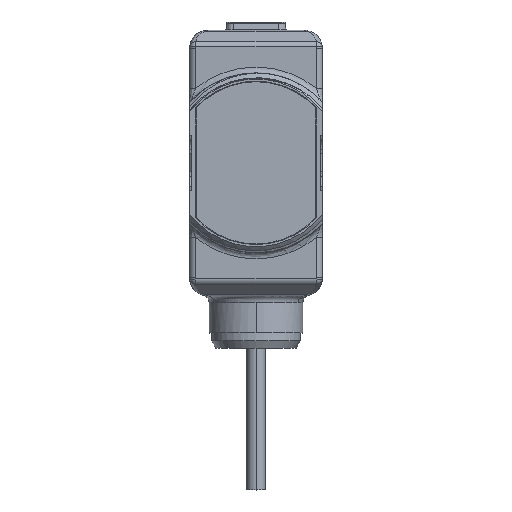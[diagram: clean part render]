
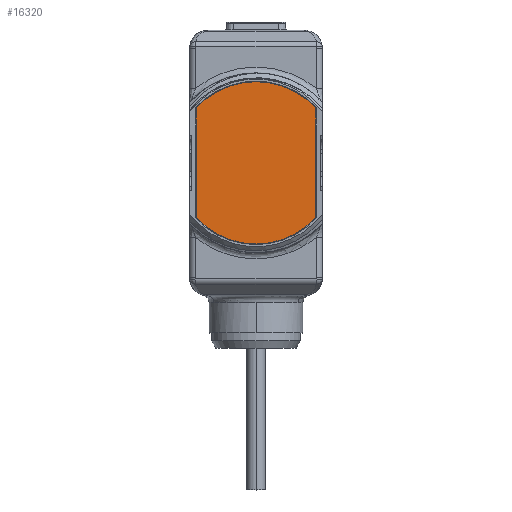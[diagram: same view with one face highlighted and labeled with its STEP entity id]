
A CAD part, top view. The second image highlights one B-rep face of the part: STEP entity #16320.
In plain terms, the highlighted planar face has unit normal (0, 0, 1).
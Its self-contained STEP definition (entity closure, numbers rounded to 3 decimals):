
#5302=CARTESIAN_POINT('',(0.,22.,3.5));
#5303=DIRECTION('',(0.,0.,1.));
#5304=DIRECTION('',(0.736,0.677,0.));
#5305=AXIS2_PLACEMENT_3D('',#5302,#5303,#5304);
#5307=DIRECTION('',(0.,1.,0.));
#5308=VECTOR('',#5307,18.209);
#5309=CARTESIAN_POINT('',(9.9,12.895,3.5));
#5310=LINE('',#5309,#5308);
#5311=CARTESIAN_POINT('',(0.,22.,3.5));
#5312=DIRECTION('',(0.,0.,1.));
#5313=DIRECTION('',(-0.736,-0.677,0.));
#5314=AXIS2_PLACEMENT_3D('',#5311,#5312,#5313);
#5316=DIRECTION('',(0.,-1.,0.));
#5317=VECTOR('',#5316,18.209);
#5318=CARTESIAN_POINT('',(-9.9,31.105,3.5));
#5319=LINE('',#5318,#5317);
#9807=CARTESIAN_POINT('',(9.9,31.105,3.5));
#9808=CARTESIAN_POINT('',(-9.9,31.105,3.5));
#9809=VERTEX_POINT('',#9807);
#9810=VERTEX_POINT('',#9808);
#9811=CARTESIAN_POINT('',(-9.9,12.895,3.5));
#9812=VERTEX_POINT('',#9811);
#9813=CARTESIAN_POINT('',(9.9,12.895,3.5));
#9814=VERTEX_POINT('',#9813);
#16308=CARTESIAN_POINT('',(0.,22.,3.5));
#16309=DIRECTION('',(0.,0.,1.));
#16310=DIRECTION('',(0.,-1.,0.));
#16311=AXIS2_PLACEMENT_3D('',#16308,#16309,#16310);
#16312=PLANE('',#16311);
#16313=ORIENTED_EDGE('',*,*,#16208,.F.);
#16314=ORIENTED_EDGE('',*,*,#16227,.F.);
#16316=ORIENTED_EDGE('',*,*,#16315,.F.);
#16317=ORIENTED_EDGE('',*,*,#16298,.F.);
#16318=EDGE_LOOP('',(#16313,#16314,#16316,#16317));
#16319=FACE_OUTER_BOUND('',#16318,.F.);
#16320=ADVANCED_FACE('',(#16319),#16312,.T.);
#5306=CIRCLE('',#5305,13.45);
#5315=CIRCLE('',#5314,13.45);
#16208=EDGE_CURVE('',#9809,#9810,#5306,.T.);
#16227=EDGE_CURVE('',#9814,#9809,#5310,.T.);
#16298=EDGE_CURVE('',#9810,#9812,#5319,.T.);
#16315=EDGE_CURVE('',#9812,#9814,#5315,.T.);
